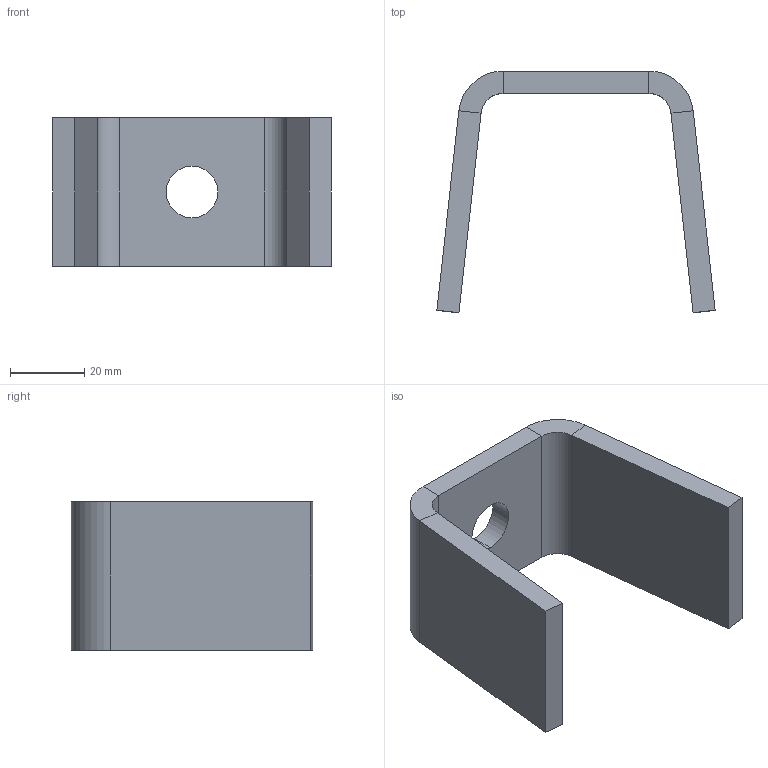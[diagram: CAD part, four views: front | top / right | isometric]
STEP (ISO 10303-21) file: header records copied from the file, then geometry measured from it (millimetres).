
FILE_DESCRIPTION (( 'STEP AP203' ), '1' );
FILE_NAME ('4229-40-10-10_REV_.step', '2026-01-09T02:45:03', ( '' ), ( '' ), 'SwSTEP 2.0', 'SolidWorks 2025', '' );
FILE_SCHEMA (( 'CONFIG_CONTROL_DESIGN' ));
Length unit declared in the file: millimetre
Products named in the file (1): 4229-40-10-10_REV_
Bounding box: 75 x 65.06 x 40 mm (x, y, z)
Volume: 40749.1 mm3; surface area: 16410.6 mm2
Topology: 1 solids, 1 shells, 24 faces, 50 edges, 28 vertices
Faces by surface type: plane 18, cylinder 6
Entity records: 699 total; most frequent: DIRECTION 112, CARTESIAN_POINT 103, ORIENTED_EDGE 100, EDGE_CURVE 50, LINE 38, VECTOR 38, AXIS2_PLACEMENT_3D 37, VERTEX_POINT 28
